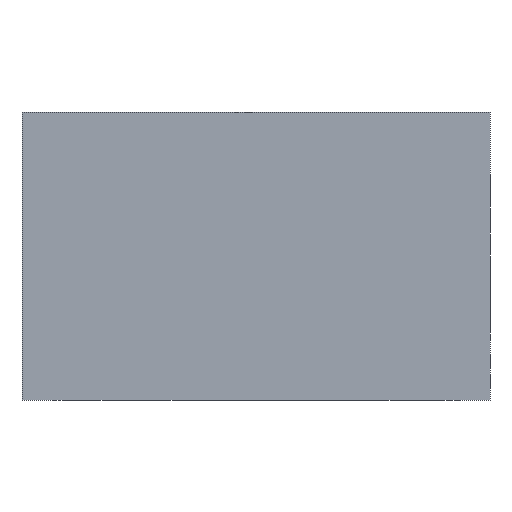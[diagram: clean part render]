
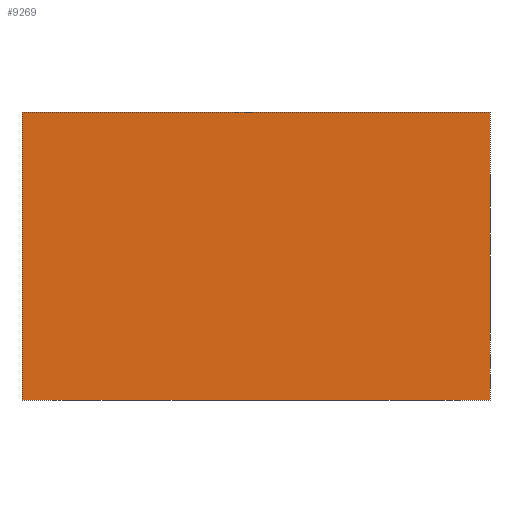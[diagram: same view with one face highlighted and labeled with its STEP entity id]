
A CAD part, left-side view. The second image highlights one B-rep face of the part: STEP entity #9269.
In plain terms, the highlighted planar face has unit normal (-1, 0, 0).
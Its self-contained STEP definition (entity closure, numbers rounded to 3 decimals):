
#1171=FACE_OUTER_BOUND('',#1692,.T.);
#1692=EDGE_LOOP('',(#8089,#8090,#8091,#8092));
#2048=LINE('',#14068,#2913);
#2504=LINE('',#15384,#3369);
#2587=LINE('',#15921,#3452);
#2588=LINE('',#15922,#3453);
#2913=VECTOR('',#10301,10.);
#3369=VECTOR('',#11099,10.);
#3452=VECTOR('',#11696,10.);
#3453=VECTOR('',#11697,10.);
#3802=VERTEX_POINT('',#14061);
#3805=VERTEX_POINT('',#14066);
#4141=VERTEX_POINT('',#15381);
#4142=VERTEX_POINT('',#15383);
#4862=EDGE_CURVE('',#3802,#3805,#2048,.T.);
#5364=EDGE_CURVE('',#4141,#4142,#2504,.T.);
#5613=EDGE_CURVE('',#4141,#3802,#2587,.T.);
#5614=EDGE_CURVE('',#4142,#3805,#2588,.T.);
#8089=ORIENTED_EDGE('',*,*,#5613,.T.);
#8090=ORIENTED_EDGE('',*,*,#4862,.T.);
#8091=ORIENTED_EDGE('',*,*,#5614,.F.);
#8092=ORIENTED_EDGE('',*,*,#5364,.F.);
#8435=PLANE('',#9801);
#9269=ADVANCED_FACE('',(#1171),#8435,.T.);
#9801=AXIS2_PLACEMENT_3D('',#15920,#11694,#11695);
#10301=DIRECTION('',(0.,0.,1.));
#11099=DIRECTION('',(0.,0.,1.));
#11694=DIRECTION('center_axis',(-1.,0.,0.));
#11695=DIRECTION('ref_axis',(0.,-1.,0.));
#11696=DIRECTION('',(0.,-1.,0.));
#11697=DIRECTION('',(0.,-1.,0.));
#14061=CARTESIAN_POINT('',(0.,0.,0.));
#14066=CARTESIAN_POINT('',(0.,0.,101.6));
#14068=CARTESIAN_POINT('',(0.,0.,0.));
#15381=CARTESIAN_POINT('',(0.,165.1,0.));
#15383=CARTESIAN_POINT('',(0.,165.1,101.6));
#15384=CARTESIAN_POINT('',(0.,165.1,0.));
#15920=CARTESIAN_POINT('Origin',(0.,165.1,0.));
#15921=CARTESIAN_POINT('',(0.,165.1,0.));
#15922=CARTESIAN_POINT('',(0.,165.1,101.6));
